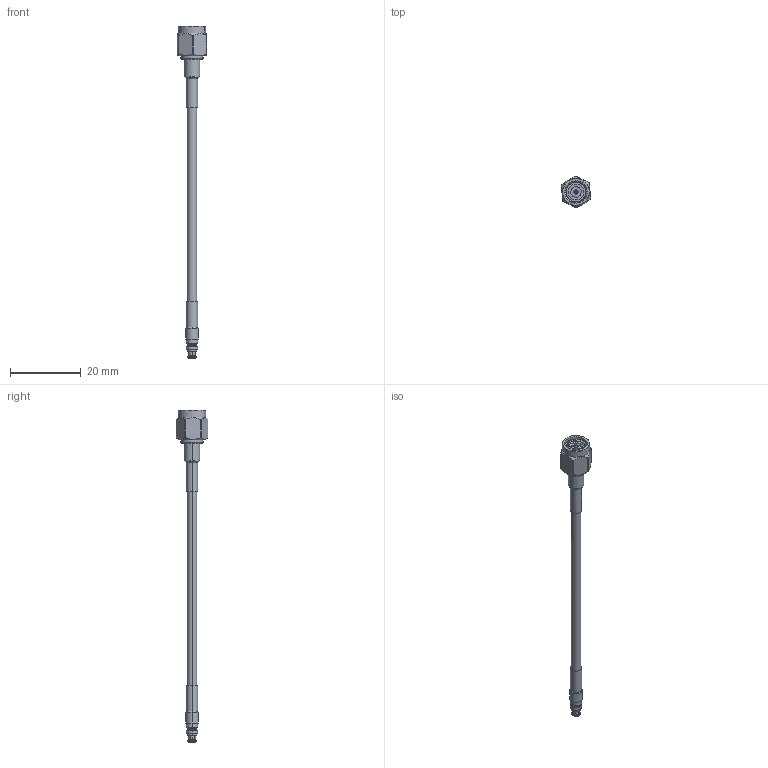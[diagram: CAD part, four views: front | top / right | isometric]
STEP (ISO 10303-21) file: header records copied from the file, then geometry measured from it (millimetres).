
FILE_DESCRIPTION (( 'STEP AP203' ), '1' );
FILE_NAME ('SCA76086.step', '2018-06-25T18:35:12', ( '' ), ( '' ), 'SwSTEP 2.0', 'SolidWorks 2017', '' );
FILE_SCHEMA (( 'CONFIG_CONTROL_DESIGN' ));
Length unit declared in the file: inch
Products named in the file (5): 2.92mm MALE HEAD; Mini SMP Female; Coax Cable_FM-F086; HeatShrink^SCA76086; SCA76086
Assembly tree (4 placements, depth 2):
  SCA76086
    Coax Cable_FM-F086
    2.92mm MALE HEAD
    Mini SMP Female
    HeatShrink^SCA76086
Bounding box: 8.23 x 8.99 x 93.6 mm (x, y, z)
Volume: 1059.7 mm3; surface area: 1618.5 mm2
Topology: 5 solids, 5 shells, 176 faces, 430 edges, 275 vertices
Faces by surface type: cylinder 64, plane 57, cone 46, bspline 9
Entity records: 7319 total; most frequent: CARTESIAN_POINT 2754, ORIENTED_EDGE 860, DIRECTION 847, EDGE_CURVE 430, AXIS2_PLACEMENT_3D 340, VERTEX_POINT 275, EDGE_LOOP 187, FACE_OUTER_BOUND 176
